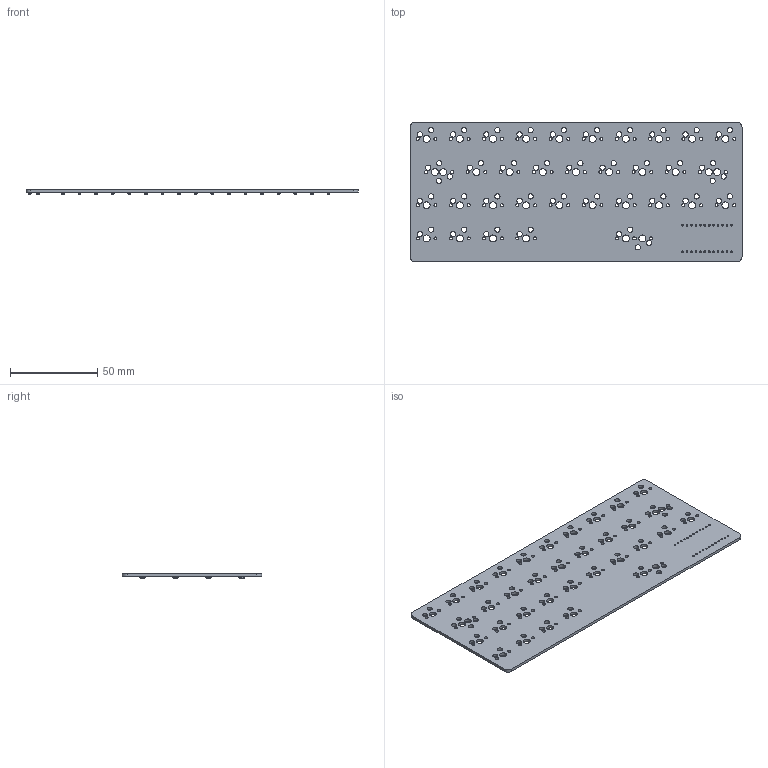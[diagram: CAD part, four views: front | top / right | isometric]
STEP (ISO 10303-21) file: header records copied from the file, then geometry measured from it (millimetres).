
FILE_DESCRIPTION(('KiCad electronic assembly'),'2;1');
FILE_NAME('tabesco-31.step','2024-12-14T13:54:40',('Pcbnew'),('Kicad'), 'Open CASCADE STEP processor 7.8','KiCad to STEP converter','Unknown' );
FILE_SCHEMA(('AUTOMOTIVE_DESIGN { 1 0 10303 214 1 1 1 1 }'));
Length unit declared in the file: millimetre
Products named in the file (4): tabesco-31 1; D_SOD-123; D_SOD_123; tabesco-48_PCB
Assembly tree (36 placements, depth 3):
  tabesco-31 1
    D_SOD-123  x34
      D_SOD_123
    tabesco-48_PCB
Bounding box: 190.5 x 80.01 x 2.9 mm (x, y, z)
Volume: 22668.9 mm3; surface area: 32263.9 mm2
Topology: 35 solids, 35 shells, 2495 faces, 5949 edges, 3558 vertices
Faces by surface type: plane 1128, bspline 884, cylinder 483
Full cylindrical faces by diameter (mm): 1 x24, 1.75 x68, 3 x74, 3.988 x37
Entity records: 10967 total; most frequent: DIRECTION 1797, CARTESIAN_POINT 1754, ORIENTED_EDGE 1602, EDGE_CURVE 801, AXIS2_PLACEMENT_3D 733, FACE_BOUND 693, EDGE_LOOP 693, VERTEX_POINT 522
